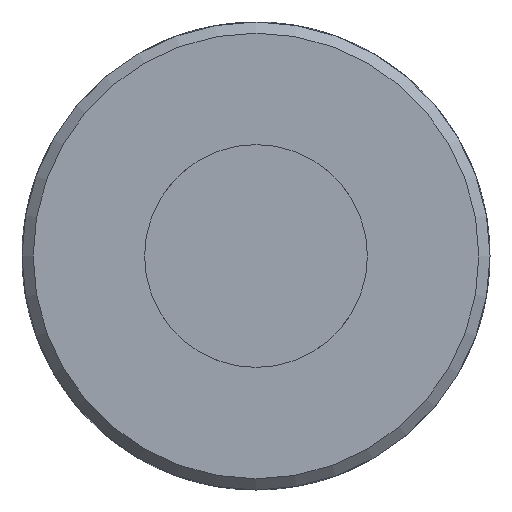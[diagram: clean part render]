
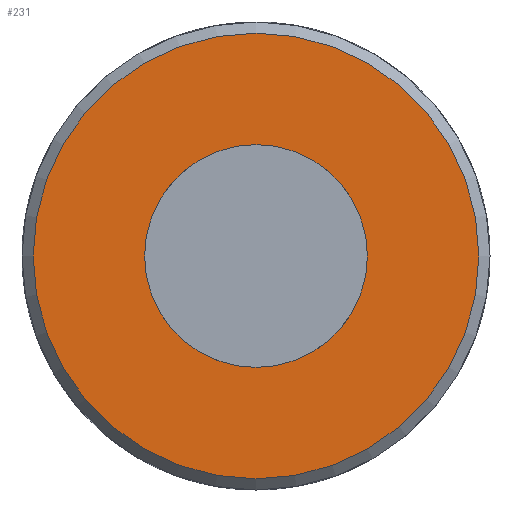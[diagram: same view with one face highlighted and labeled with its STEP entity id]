
A CAD part, left-side view. The second image highlights one B-rep face of the part: STEP entity #231.
In plain terms, the highlighted planar face has unit normal (-1, 0, 0).
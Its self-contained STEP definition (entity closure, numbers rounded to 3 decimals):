
#231 = ADVANCED_FACE( '', ( #475, #476 ), #477, .T. );
#475 = FACE_BOUND( '', #759, .T. );
#476 = FACE_OUTER_BOUND( '', #760, .T. );
#477 = PLANE( '', #761 );
#759 = EDGE_LOOP( '', ( #1182 ) );
#760 = EDGE_LOOP( '', ( #1183 ) );
#761 = AXIS2_PLACEMENT_3D( '', #1184, #1185, #1186 );
#1182 = ORIENTED_EDGE( '', *, *, #1616, .T. );
#1183 = ORIENTED_EDGE( '', *, *, #1617, .F. );
#1184 = CARTESIAN_POINT( '', ( 0., 20., 0. ) );
#1185 = DIRECTION( '', ( -1., 0., 0. ) );
#1186 = DIRECTION( '', ( 0., 0., 1. ) );
#1616 = EDGE_CURVE( '', #1906, #1906, #1907, .T. );
#1617 = EDGE_CURVE( '', #1908, #1908, #1909, .T. );
#1906 = VERTEX_POINT( '', #2834 );
#1907 = CIRCLE( '', #2835, 10. );
#1908 = VERTEX_POINT( '', #2836 );
#1909 = CIRCLE( '', #2837, 20. );
#2834 = CARTESIAN_POINT( '', ( 0., 0., -10. ) );
#2835 = AXIS2_PLACEMENT_3D( '', #3422, #3423, #3424 );
#2836 = CARTESIAN_POINT( '', ( 0., 0., -20. ) );
#2837 = AXIS2_PLACEMENT_3D( '', #3425, #3426, #3427 );
#3422 = CARTESIAN_POINT( '', ( 0., 0., 0. ) );
#3423 = DIRECTION( '', ( 1., 0., 0. ) );
#3424 = DIRECTION( '', ( 0., 0., -1. ) );
#3425 = CARTESIAN_POINT( '', ( 0., 0., 0. ) );
#3426 = DIRECTION( '', ( 1., 0., 0. ) );
#3427 = DIRECTION( '', ( 0., 0., -1. ) );
